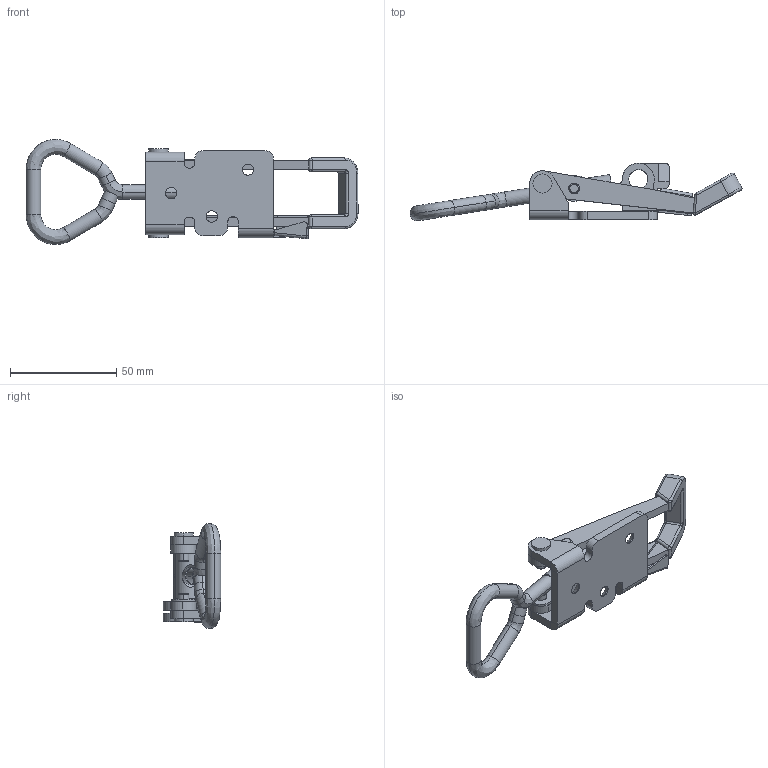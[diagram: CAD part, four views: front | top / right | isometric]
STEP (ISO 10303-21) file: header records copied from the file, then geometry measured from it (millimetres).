
FILE_DESCRIPTION (( 'STEP AP214' ), '1' );
FILE_NAME ('520967 - 704 LC ZP Friction screw Red handle.STEP', '2017-02-02T15:46:32', ( '' ), ( '' ), 'SwSTEP 2.0', 'SolidWorks 2015', '' );
FILE_SCHEMA (( 'AUTOMOTIVE_DESIGN' ));
Length unit declared in the file: millimetre
Products named in the file (9): 704 - Rivet Gradin; 722861 - Platta 704 LC FZB Spärr; 520967 - 704 LC ZP Friction screw Red handle; 721276 - Bygel 704 L廛鐷la Plastad Red; 704 - Safety Catch; 703 - Skruvögla; 704 - Mid Cylinder Friction ring; 704 - Mid Cylinder Friction; 704 - Friction ring
Assembly tree (9 placements, depth 3):
  520967 - 704 LC ZP Friction screw Red handle
    722861 - Platta 704 LC FZB Spärr
    704 - Rivet Gradin  x2
    704 - Mid Cylinder Friction ring
      704 - Friction ring
      704 - Mid Cylinder Friction
    703 - Skruvögla
    704 - Safety Catch
    721276 - Bygel 704 L廛鐷la Plastad Red
Bounding box: 155.88 x 27.08 x 49.37 mm (x, y, z)
Volume: 32099.1 mm3; surface area: 22906.6 mm2
Topology: 8 solids, 8 shells, 279 faces, 652 edges, 392 vertices
Faces by surface type: cylinder 121, plane 106, bspline 18, cone 16, torus 10, sphere 8
Entity records: 9138 total; most frequent: CARTESIAN_POINT 1901, DIRECTION 1396, ORIENTED_EDGE 1244, EDGE_CURVE 622, AXIS2_PLACEMENT_3D 533, VERTEX_POINT 374, VECTOR 330, LINE 330
